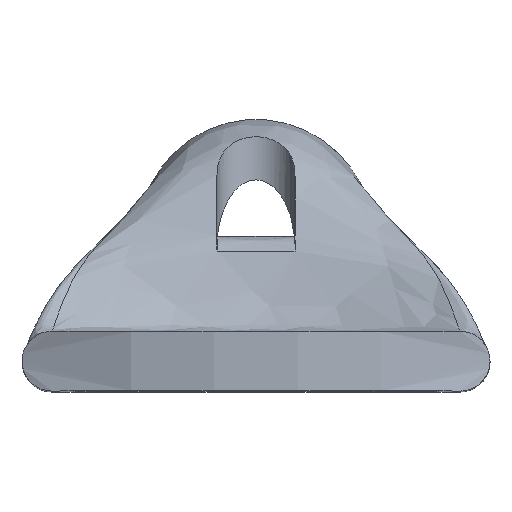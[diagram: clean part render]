
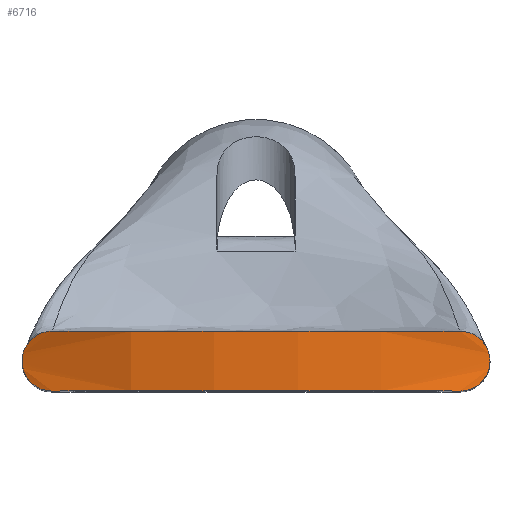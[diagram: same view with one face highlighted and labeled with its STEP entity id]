
A CAD part, top view. The second image highlights one B-rep face of the part: STEP entity #6716.
In plain terms, the highlighted cylindrical face has radius 20 mm (diameter 40 mm), a partial arc.
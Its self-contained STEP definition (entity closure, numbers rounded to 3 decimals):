
#4393=CARTESIAN_POINT('',(-7.85,-3.7,32.016));
#4394=VERTEX_POINT('',#4393);
#4403=CARTESIAN_POINT('',(7.85,-3.7,32.016));
#4404=VERTEX_POINT('',#4403);
#4405=CARTESIAN_POINT('',(0.,-3.7,13.621));
#4406=DIRECTION('',(0.0,-1.0,0.0));
#4407=DIRECTION('',(-0.45,0.0,0.893));
#4408=AXIS2_PLACEMENT_3D('',#4405,#4406,#4407);
#4409=CIRCLE('',#4408,20.);
#4410=EDGE_CURVE('',#4404,#4394,#4409,.T.);
#6641=CARTESIAN_POINT('',(0.,-6.,13.621));
#6642=DIRECTION('',(0.0,1.0,0.0));
#6643=DIRECTION('',(-0.45,0.0,0.893));
#6644=AXIS2_PLACEMENT_3D('',#6641,#6642,#6643);
#6645=CYLINDRICAL_SURFACE('',#6644,20.);
#6646=CARTESIAN_POINT('',(-7.85,-6.,32.016));
#6647=VERTEX_POINT('',#6646);
#6648=CARTESIAN_POINT('',(-9.0,-4.85,31.482));
#6649=VERTEX_POINT('',#6648);
#6650=CARTESIAN_POINT('',(-7.85,-6.0,32.016));
#6651=CARTESIAN_POINT('',(-7.997,-6.0,31.953));
#6652=CARTESIAN_POINT('',(-8.153,-5.97,31.884));
#6653=CARTESIAN_POINT('',(-8.441,-5.849,31.753));
#6654=CARTESIAN_POINT('',(-8.574,-5.756,31.691));
#6655=CARTESIAN_POINT('',(-8.773,-5.549,31.594));
#6656=CARTESIAN_POINT('',(-8.858,-5.424,31.553));
#6657=CARTESIAN_POINT('',(-8.971,-5.146,31.496));
#6658=CARTESIAN_POINT('',(-9.0,-4.994,31.482));
#6659=CARTESIAN_POINT('',(-9.0,-4.85,31.482));
#6660=B_SPLINE_CURVE_WITH_KNOTS('',3,(#6650,#6651,#6652,#6653,#6654,#6655,#6656,#6657,#6658,#6659),.UNSPECIFIED.,.F.,.U.,(4,2,2,2,4),(0.18,0.228,0.276,0.319,0.362),.UNSPECIFIED.);
#6661=EDGE_CURVE('',#6647,#6649,#6660,.T.);
#6662=ORIENTED_EDGE('',*,*,#6661,.F.);
#6663=CARTESIAN_POINT('',(7.85,-6.,32.016));
#6664=VERTEX_POINT('',#6663);
#6665=CARTESIAN_POINT('',(0.,-6.,13.621));
#6666=DIRECTION('',(0.0,1.0,0.0));
#6667=DIRECTION('',(-0.45,0.0,0.893));
#6668=AXIS2_PLACEMENT_3D('',#6665,#6666,#6667);
#6669=CIRCLE('',#6668,20.);
#6670=EDGE_CURVE('',#6647,#6664,#6669,.T.);
#6671=ORIENTED_EDGE('',*,*,#6670,.T.);
#6672=CARTESIAN_POINT('',(9.0,-4.85,31.482));
#6673=VERTEX_POINT('',#6672);
#6674=CARTESIAN_POINT('',(9.,-4.85,31.482));
#6675=CARTESIAN_POINT('',(9.,-4.994,31.482));
#6676=CARTESIAN_POINT('',(8.971,-5.146,31.496));
#6677=CARTESIAN_POINT('',(8.858,-5.424,31.553));
#6678=CARTESIAN_POINT('',(8.773,-5.549,31.594));
#6679=CARTESIAN_POINT('',(8.574,-5.756,31.691));
#6680=CARTESIAN_POINT('',(8.441,-5.849,31.753));
#6681=CARTESIAN_POINT('',(8.153,-5.97,31.884));
#6682=CARTESIAN_POINT('',(7.997,-6.0,31.953));
#6683=CARTESIAN_POINT('',(7.85,-6.0,32.016));
#6684=B_SPLINE_CURVE_WITH_KNOTS('',3,(#6674,#6675,#6676,#6677,#6678,#6679,#6680,#6681,#6682,#6683),.UNSPECIFIED.,.F.,.U.,(4,2,2,2,4),(0.362,0.405,0.448,0.496,0.544),.UNSPECIFIED.);
#6685=EDGE_CURVE('',#6673,#6664,#6684,.T.);
#6686=ORIENTED_EDGE('',*,*,#6685,.F.);
#6687=CARTESIAN_POINT('',(7.85,-3.7,32.016));
#6688=CARTESIAN_POINT('',(7.997,-3.7,31.953));
#6689=CARTESIAN_POINT('',(8.153,-3.73,31.884));
#6690=CARTESIAN_POINT('',(8.441,-3.851,31.753));
#6691=CARTESIAN_POINT('',(8.574,-3.944,31.691));
#6692=CARTESIAN_POINT('',(8.773,-4.151,31.594));
#6693=CARTESIAN_POINT('',(8.858,-4.276,31.553));
#6694=CARTESIAN_POINT('',(8.971,-4.554,31.496));
#6695=CARTESIAN_POINT('',(9.0,-4.706,31.482));
#6696=CARTESIAN_POINT('',(9.0,-4.85,31.482));
#6697=B_SPLINE_CURVE_WITH_KNOTS('',3,(#6687,#6688,#6689,#6690,#6691,#6692,#6693,#6694,#6695,#6696),.UNSPECIFIED.,.F.,.U.,(4,2,2,2,4),(0.542,0.59,0.638,0.681,0.724),.UNSPECIFIED.);
#6698=EDGE_CURVE('',#4404,#6673,#6697,.T.);
#6699=ORIENTED_EDGE('',*,*,#6698,.F.);
#6700=ORIENTED_EDGE('',*,*,#4410,.T.);
#6701=CARTESIAN_POINT('',(-9.0,-4.85,31.482));
#6702=CARTESIAN_POINT('',(-9.0,-4.706,31.482));
#6703=CARTESIAN_POINT('',(-8.971,-4.554,31.496));
#6704=CARTESIAN_POINT('',(-8.858,-4.276,31.553));
#6705=CARTESIAN_POINT('',(-8.773,-4.151,31.594));
#6706=CARTESIAN_POINT('',(-8.574,-3.944,31.691));
#6707=CARTESIAN_POINT('',(-8.441,-3.851,31.753));
#6708=CARTESIAN_POINT('',(-8.153,-3.73,31.884));
#6709=CARTESIAN_POINT('',(-7.997,-3.7,31.953));
#6710=CARTESIAN_POINT('',(-7.85,-3.7,32.016));
#6711=B_SPLINE_CURVE_WITH_KNOTS('',3,(#6701,#6702,#6703,#6704,#6705,#6706,#6707,#6708,#6709,#6710),.UNSPECIFIED.,.F.,.U.,(4,2,2,2,4),(0.724,0.767,0.81,0.858,0.906),.UNSPECIFIED.);
#6712=EDGE_CURVE('',#6649,#4394,#6711,.T.);
#6713=ORIENTED_EDGE('',*,*,#6712,.F.);
#6714=EDGE_LOOP('',(#6662,#6671,#6686,#6699,#6700,#6713));
#6715=FACE_OUTER_BOUND('',#6714,.T.);
#6716=ADVANCED_FACE('',(#6715),#6645,.T.);
